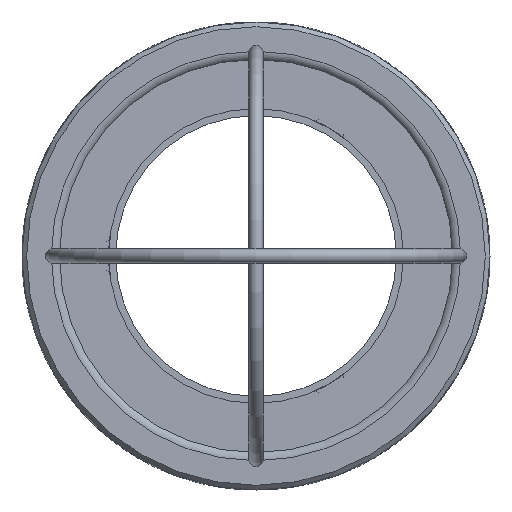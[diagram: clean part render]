
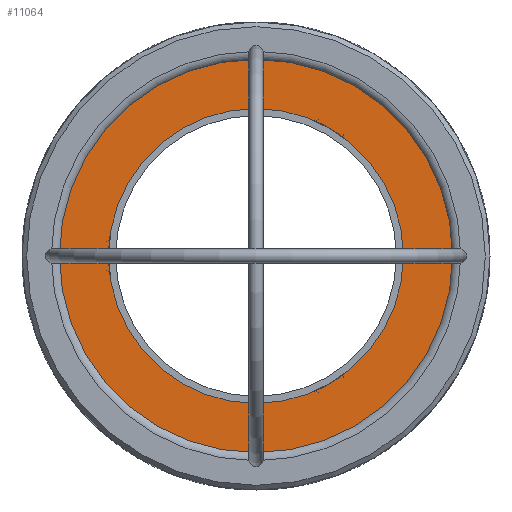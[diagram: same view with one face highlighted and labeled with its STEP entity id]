
A CAD part, front view. The second image highlights one B-rep face of the part: STEP entity #11064.
In plain terms, the highlighted planar face has unit normal (0, -1, 0).
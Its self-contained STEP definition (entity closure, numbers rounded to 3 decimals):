
#101=FACE_BOUND('',#3179,.T.);
#516=PLANE('',#13057);
#1638=CIRCLE('',#13050,30.);
#1641=CIRCLE('',#13055,42.);
#2401=FACE_OUTER_BOUND('',#3178,.T.);
#3178=EDGE_LOOP('',(#9995));
#3179=EDGE_LOOP('',(#9996));
#5061=VERTEX_POINT('',#21261);
#5064=VERTEX_POINT('',#21271);
#6703=EDGE_CURVE('',#5061,#5061,#1638,.T.);
#6708=EDGE_CURVE('',#5064,#5064,#1641,.T.);
#9995=ORIENTED_EDGE('',*,*,#6708,.F.);
#9996=ORIENTED_EDGE('',*,*,#6703,.T.);
#11064=ADVANCED_FACE('',(#2401,#101),#516,.F.);
#13050=AXIS2_PLACEMENT_3D('',#21263,#17273,#17274);
#13055=AXIS2_PLACEMENT_3D('',#21273,#17285,#17286);
#13057=AXIS2_PLACEMENT_3D('',#21275,#17289,#17290);
#17273=DIRECTION('center_axis',(0.,1.,0.));
#17274=DIRECTION('ref_axis',(-1.,0.,0.));
#17285=DIRECTION('center_axis',(0.,1.,0.));
#17286=DIRECTION('ref_axis',(-1.,0.,0.));
#17289=DIRECTION('center_axis',(0.,1.,0.));
#17290=DIRECTION('ref_axis',(0.,0.,1.));
#21261=CARTESIAN_POINT('',(30.,0.,0.));
#21263=CARTESIAN_POINT('Origin',(0.,0.,0.));
#21271=CARTESIAN_POINT('',(42.,0.,0.));
#21273=CARTESIAN_POINT('Origin',(0.,0.,0.));
#21275=CARTESIAN_POINT('Origin',(0.,0.,0.));
